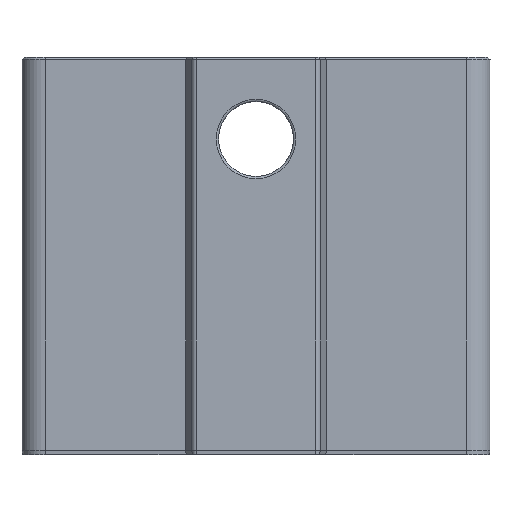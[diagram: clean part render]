
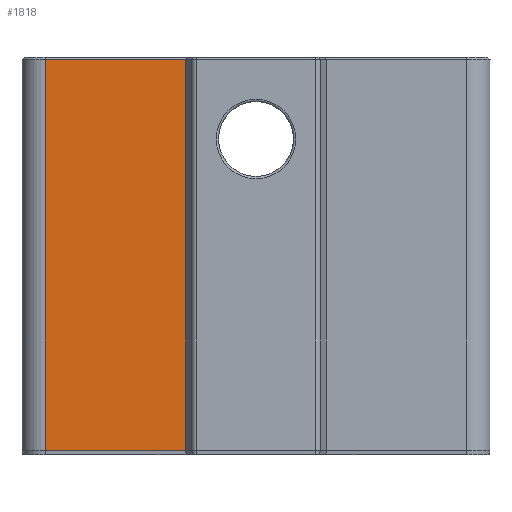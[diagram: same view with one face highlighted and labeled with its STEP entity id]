
A CAD part, front view. The second image highlights one B-rep face of the part: STEP entity #1818.
In plain terms, the highlighted planar face has unit normal (0, -1, 0).
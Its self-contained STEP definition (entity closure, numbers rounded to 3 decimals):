
#174=LINE('',#2964,#374);
#193=LINE('',#3011,#393);
#194=LINE('',#3015,#394);
#195=LINE('',#3016,#395);
#374=VECTOR('',#2325,10.);
#393=VECTOR('',#2384,10.);
#394=VECTOR('',#2389,10.);
#395=VECTOR('',#2390,10.);
#505=PLANE('',#1987);
#607=FACE_OUTER_BOUND('',#722,.T.);
#722=EDGE_LOOP('',(#1538,#1539,#1540,#1541));
#922=VERTEX_POINT('',#2962);
#923=VERTEX_POINT('',#2963);
#931=VERTEX_POINT('',#3010);
#932=VERTEX_POINT('',#3014);
#1121=EDGE_CURVE('',#922,#923,#174,.T.);
#1145=EDGE_CURVE('',#923,#931,#193,.T.);
#1147=EDGE_CURVE('',#922,#932,#194,.T.);
#1148=EDGE_CURVE('',#931,#932,#195,.T.);
#1538=ORIENTED_EDGE('',*,*,#1121,.F.);
#1539=ORIENTED_EDGE('',*,*,#1147,.T.);
#1540=ORIENTED_EDGE('',*,*,#1148,.F.);
#1541=ORIENTED_EDGE('',*,*,#1145,.F.);
#1818=ADVANCED_FACE('',(#607),#505,.T.);
#1987=AXIS2_PLACEMENT_3D('',#3013,#2387,#2388);
#2325=DIRECTION('',(-1.,0.,0.));
#2384=DIRECTION('',(0.,0.,1.));
#2387=DIRECTION('center_axis',(0.,-1.,0.));
#2388=DIRECTION('ref_axis',(1.,0.,0.));
#2389=DIRECTION('',(0.,0.,1.));
#2390=DIRECTION('',(1.,0.,0.));
#2962=CARTESIAN_POINT('',(7.,0.,0.2));
#2963=CARTESIAN_POINT('',(1.,0.,0.2));
#2964=CARTESIAN_POINT('',(5.,0.,0.2));
#3010=CARTESIAN_POINT('',(1.,0.,16.9));
#3011=CARTESIAN_POINT('',(1.,0.,0.));
#3013=CARTESIAN_POINT('Origin',(0.,0.,0.));
#3014=CARTESIAN_POINT('',(7.,0.,16.9));
#3015=CARTESIAN_POINT('',(7.,0.,0.));
#3016=CARTESIAN_POINT('',(5.,0.,16.9));
